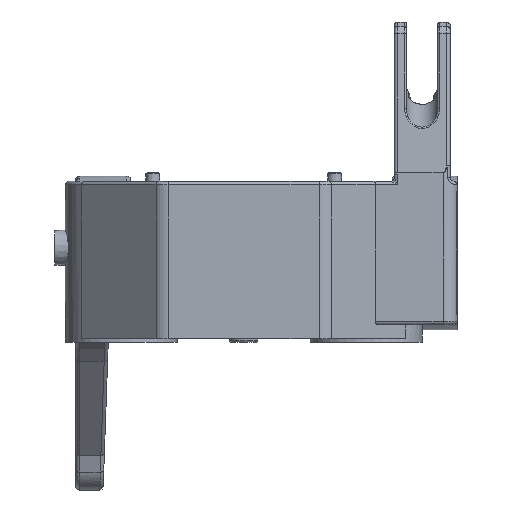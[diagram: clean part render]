
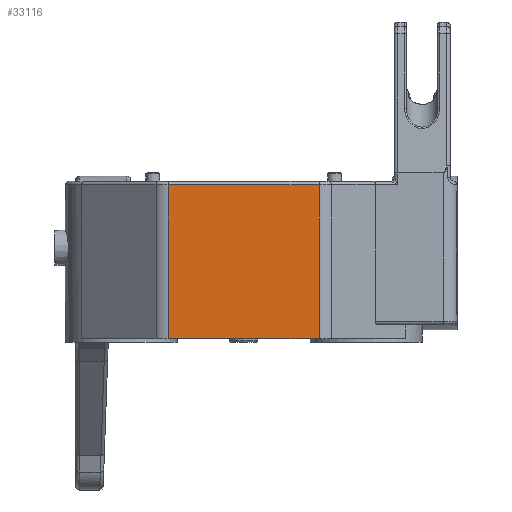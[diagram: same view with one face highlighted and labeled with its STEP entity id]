
A CAD part, front view. The second image highlights one B-rep face of the part: STEP entity #33116.
In plain terms, the highlighted planar face has unit normal (0, -1, 0).
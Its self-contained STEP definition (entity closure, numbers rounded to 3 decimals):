
#1432 = VECTOR ( 'NONE', #20170, 1000. ) ;
#2041 = EDGE_CURVE ( 'NONE', #5408, #3663, #12342, .T. ) ;
#3471 = CARTESIAN_POINT ( 'NONE',  ( 23.627, -34., 40. ) ) ;
#3652 = ORIENTED_EDGE ( 'NONE', *, *, #24667, .T. ) ;
#3663 = VERTEX_POINT ( 'NONE', #25104 ) ;
#4182 = CARTESIAN_POINT ( 'NONE',  ( 23.627, -34., -4. ) ) ;
#4991 = VECTOR ( 'NONE', #6264, 1000. ) ;
#5111 = CARTESIAN_POINT ( 'NONE',  ( 21.556, -34., 40. ) ) ;
#5271 = ORIENTED_EDGE ( 'NONE', *, *, #32520, .T. ) ;
#5408 = VERTEX_POINT ( 'NONE', #5111 ) ;
#6264 = DIRECTION ( 'NONE',  ( -1., 0., 0. ) ) ;
#7626 = VERTEX_POINT ( 'NONE', #12414 ) ;
#8983 = AXIS2_PLACEMENT_3D ( 'NONE', #21473, #29770, #13258 ) ;
#9632 = FACE_OUTER_BOUND ( 'NONE', #34730, .T. ) ;
#11085 = DIRECTION ( 'NONE',  ( 0., 0., 1. ) ) ;
#12342 = LINE ( 'NONE', #3471, #4991 ) ;
#12414 = CARTESIAN_POINT ( 'NONE',  ( 21.556, -34., -4. ) ) ;
#13258 = DIRECTION ( 'NONE',  ( 1., 0., 0. ) ) ;
#14715 = VERTEX_POINT ( 'NONE', #30532 ) ;
#15888 = PLANE ( 'NONE',  #8983 ) ;
#16723 = VECTOR ( 'NONE', #20751, 1000. ) ;
#17357 = CARTESIAN_POINT ( 'NONE',  ( -21.556, -34., -4. ) ) ;
#17580 = LINE ( 'NONE', #4182, #16723 ) ;
#20170 = DIRECTION ( 'NONE',  ( 0., 0., -1. ) ) ;
#20751 = DIRECTION ( 'NONE',  ( 1., 0., 0. ) ) ;
#21473 = CARTESIAN_POINT ( 'NONE',  ( 23.627, -34., -90.127 ) ) ;
#21692 = EDGE_CURVE ( 'NONE', #7626, #5408, #33013, .T. ) ;
#23502 = LINE ( 'NONE', #17357, #1432 ) ;
#24531 = ORIENTED_EDGE ( 'NONE', *, *, #21692, .T. ) ;
#24667 = EDGE_CURVE ( 'NONE', #14715, #7626, #17580, .T. ) ;
#25104 = CARTESIAN_POINT ( 'NONE',  ( -21.556, -34., 40. ) ) ;
#25703 = VECTOR ( 'NONE', #11085, 1000. ) ;
#27602 = CARTESIAN_POINT ( 'NONE',  ( 21.556, -34., 41. ) ) ;
#28320 = ORIENTED_EDGE ( 'NONE', *, *, #2041, .T. ) ;
#29770 = DIRECTION ( 'NONE',  ( 0., -1., 0. ) ) ;
#30532 = CARTESIAN_POINT ( 'NONE',  ( -21.556, -34., -4. ) ) ;
#32520 = EDGE_CURVE ( 'NONE', #3663, #14715, #23502, .T. ) ;
#33013 = LINE ( 'NONE', #27602, #25703 ) ;
#33116 = ADVANCED_FACE ( 'NONE', ( #9632 ), #15888, .T. ) ;
#34730 = EDGE_LOOP ( 'NONE', ( #5271, #3652, #24531, #28320 ) ) ;
